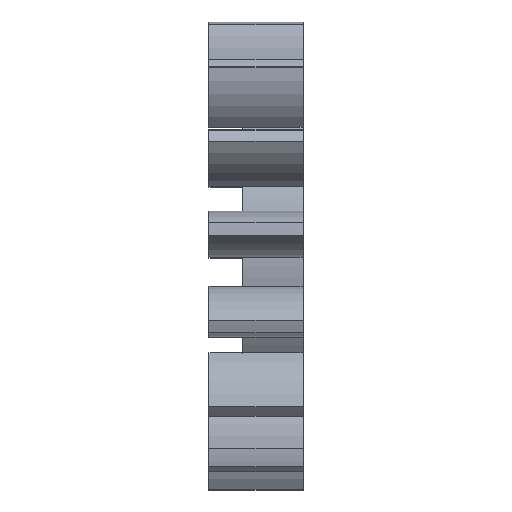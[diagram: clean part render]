
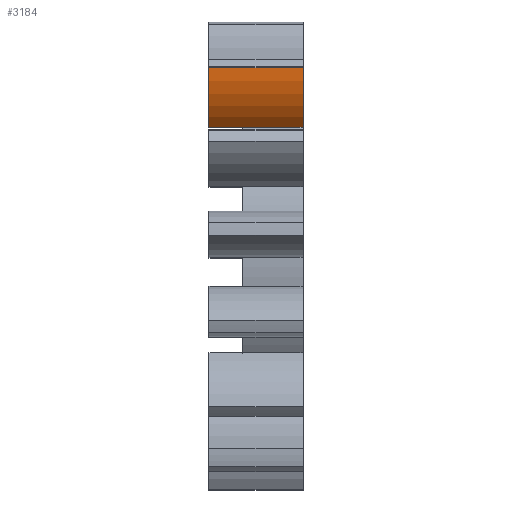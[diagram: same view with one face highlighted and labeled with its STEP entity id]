
A CAD part, top view. The second image highlights one B-rep face of the part: STEP entity #3184.
In plain terms, the highlighted cylindrical face has radius 4.961 mm (diameter 9.922 mm), a partial arc.
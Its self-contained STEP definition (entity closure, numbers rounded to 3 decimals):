
#121 = CARTESIAN_POINT ( 'NONE',  ( 13.301, 7.533, 7.076 ) ) ;
#189 = CARTESIAN_POINT ( 'NONE',  ( 7.699, 7.533, 7.076 ) ) ;
#205 = AXIS2_PLACEMENT_3D ( 'NONE', #2664, #490, #1052 ) ;
#346 = LINE ( 'NONE', #1371, #2823 ) ;
#427 = AXIS2_PLACEMENT_3D ( 'NONE', #3174, #1348, #521 ) ;
#473 = CARTESIAN_POINT ( 'NONE',  ( 13.301, 11.081, 8.57 ) ) ;
#490 = DIRECTION ( 'NONE',  ( -1., 0., 0. ) ) ;
#515 = VECTOR ( 'NONE', #3062, 1000. ) ;
#521 = DIRECTION ( 'NONE',  ( 0., 0., 1. ) ) ;
#610 = LINE ( 'NONE', #3033, #1822 ) ;
#797 = CYLINDRICAL_SURFACE ( 'NONE', #427, 4.961 ) ;
#803 = VERTEX_POINT ( 'NONE', #121 ) ;
#926 = EDGE_CURVE ( 'NONE', #803, #1356, #2713, .T. ) ;
#972 = EDGE_CURVE ( 'NONE', #1356, #2179, #610, .T. ) ;
#1052 = DIRECTION ( 'NONE',  ( 0., 0.743, -0.669 ) ) ;
#1074 = DIRECTION ( 'NONE',  ( -1., 0., 0. ) ) ;
#1173 = DIRECTION ( 'NONE',  ( -1., 0., 0. ) ) ;
#1221 = CARTESIAN_POINT ( 'NONE',  ( 7.699, 11.081, 8.57 ) ) ;
#1348 = DIRECTION ( 'NONE',  ( -1., 0., 0. ) ) ;
#1356 = VERTEX_POINT ( 'NONE', #473 ) ;
#1371 = CARTESIAN_POINT ( 'NONE',  ( 10.061, 7.533, 7.076 ) ) ;
#1407 = ORIENTED_EDGE ( 'NONE', *, *, #2893, .F. ) ;
#1495 = CIRCLE ( 'NONE', #205, 4.961 ) ;
#1549 = DIRECTION ( 'NONE',  ( 0., 0., 1. ) ) ;
#1586 = CARTESIAN_POINT ( 'NONE',  ( 13.301, 11.081, 3.609 ) ) ;
#1757 = VERTEX_POINT ( 'NONE', #189 ) ;
#1783 = ORIENTED_EDGE ( 'NONE', *, *, #1893, .F. ) ;
#1822 = VECTOR ( 'NONE', #1173, 1000. ) ;
#1892 = FACE_OUTER_BOUND ( 'NONE', #2399, .T. ) ;
#1893 = EDGE_CURVE ( 'NONE', #2530, #1757, #346, .T. ) ;
#2046 = EDGE_CURVE ( 'NONE', #803, #2530, #2533, .T. ) ;
#2148 = ORIENTED_EDGE ( 'NONE', *, *, #926, .T. ) ;
#2179 = VERTEX_POINT ( 'NONE', #1221 ) ;
#2399 = EDGE_LOOP ( 'NONE', ( #2148, #2563, #1407, #1783, #2555 ) ) ;
#2530 = VERTEX_POINT ( 'NONE', #2753 ) ;
#2533 = LINE ( 'NONE', #3350, #515 ) ;
#2555 = ORIENTED_EDGE ( 'NONE', *, *, #2046, .F. ) ;
#2563 = ORIENTED_EDGE ( 'NONE', *, *, #972, .T. ) ;
#2664 = CARTESIAN_POINT ( 'NONE',  ( 7.699, 11.081, 3.609 ) ) ;
#2696 = DIRECTION ( 'NONE',  ( -1., 0., 0. ) ) ;
#2713 = CIRCLE ( 'NONE', #3169, 4.961 ) ;
#2753 = CARTESIAN_POINT ( 'NONE',  ( 9.699, 7.533, 7.076 ) ) ;
#2823 = VECTOR ( 'NONE', #2696, 1000. ) ;
#2893 = EDGE_CURVE ( 'NONE', #1757, #2179, #1495, .T. ) ;
#3033 = CARTESIAN_POINT ( 'NONE',  ( 10.061, 11.081, 8.57 ) ) ;
#3062 = DIRECTION ( 'NONE',  ( -1., 0., 0. ) ) ;
#3169 = AXIS2_PLACEMENT_3D ( 'NONE', #1586, #1074, #1549 ) ;
#3174 = CARTESIAN_POINT ( 'NONE',  ( 10.061, 11.081, 3.609 ) ) ;
#3184 = ADVANCED_FACE ( 'NONE', ( #1892 ), #797, .T. ) ;
#3350 = CARTESIAN_POINT ( 'NONE',  ( 10.061, 7.533, 7.076 ) ) ;
